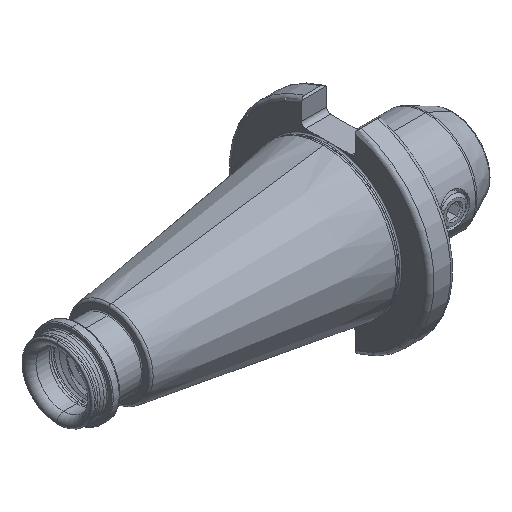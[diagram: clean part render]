
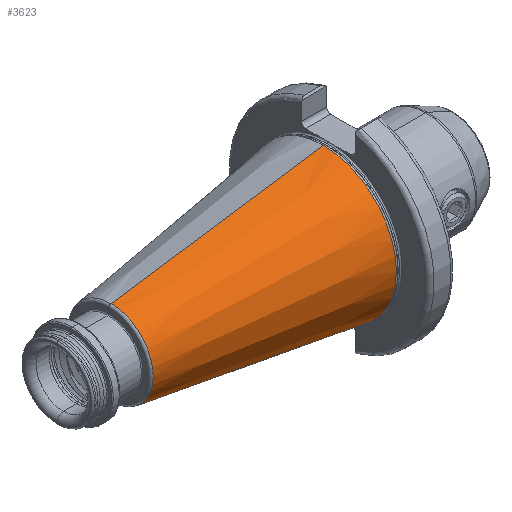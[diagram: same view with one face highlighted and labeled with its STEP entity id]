
A CAD part, isometric view. The second image highlights one B-rep face of the part: STEP entity #3623.
In plain terms, the highlighted conical face has half-angle 8.297 degrees and reference radius 35.027 mm.
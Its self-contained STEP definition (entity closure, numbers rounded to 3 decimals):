
#1 = DIRECTION ( 'NONE',  ( 0., 0., 1. ) ) ;
#8 = DIRECTION ( 'NONE',  ( 0., 0., 1. ) ) ;
#9 = DIRECTION ( 'NONE',  ( -1., 0., 0. ) ) ;
#28 = DIRECTION ( 'NONE',  ( -1., 0., 0. ) ) ;
#30 = CARTESIAN_POINT ( 'NONE',  ( -110.123, 0., 0. ) ) ;
#41 = CARTESIAN_POINT ( 'NONE',  ( -8.5, 0., 0. ) ) ;
#1691 = CARTESIAN_POINT ( 'NONE',  ( -8.5, 0., 35.027 ) ) ;
#1713 = CARTESIAN_POINT ( 'NONE',  ( -110.123, 0., 20.207 ) ) ;
#1796 = CARTESIAN_POINT ( 'NONE',  ( -110.123, 0., -20.207 ) ) ;
#1797 = CARTESIAN_POINT ( 'NONE',  ( -8.5, 0., -35.027 ) ) ;
#3623 = ADVANCED_FACE ( 'NONE', ( #16692 ), #16686, .T. ) ;
#5205 = DIRECTION ( 'NONE',  ( 0.99, 0., 0.144 ) ) ;
#5238 = CARTESIAN_POINT ( 'NONE',  ( -8.5, 0., 35.027 ) ) ;
#5297 = CARTESIAN_POINT ( 'NONE',  ( -8.5, 0., -35.027 ) ) ;
#5327 = DIRECTION ( 'NONE',  ( 0.99, 0., -0.144 ) ) ;
#8577 = CARTESIAN_POINT ( 'NONE',  ( -8.5, 0., 0. ) ) ;
#8583 = DIRECTION ( 'NONE',  ( 0., 0., -1. ) ) ;
#8590 = DIRECTION ( 'NONE',  ( 1., 0., 0. ) ) ;
#10983 = EDGE_CURVE ( 'NONE', #16252, #16170, #15143, .T. ) ;
#11009 = EDGE_CURVE ( 'NONE', #16290, #16275, #15173, .T. ) ;
#11176 = EDGE_CURVE ( 'NONE', #16290, #16252, #15233, .T. ) ;
#11178 = EDGE_CURVE ( 'NONE', #16275, #16170, #15231, .T. ) ;
#11750 = ORIENTED_EDGE ( 'NONE', *, *, #11176, .F. ) ;
#11755 = ORIENTED_EDGE ( 'NONE', *, *, #10983, .F. ) ;
#11756 = ORIENTED_EDGE ( 'NONE', *, *, #11178, .T. ) ;
#11768 = ORIENTED_EDGE ( 'NONE', *, *, #11009, .T. ) ;
#13433 = AXIS2_PLACEMENT_3D ( 'NONE', #8577, #8590, #8583 ) ;
#13552 = AXIS2_PLACEMENT_3D ( 'NONE', #30, #28, #8 ) ;
#13557 = AXIS2_PLACEMENT_3D ( 'NONE', #41, #9, #1 ) ;
#15138 = VECTOR ( 'NONE', #5205, 1000. ) ;
#15143 = LINE ( 'NONE', #5238, #15138 ) ;
#15165 = VECTOR ( 'NONE', #5327, 1000. ) ;
#15173 = LINE ( 'NONE', #5297, #15165 ) ;
#15231 = CIRCLE ( 'NONE', #13557, 35.027 ) ;
#15233 = CIRCLE ( 'NONE', #13552, 20.207 ) ;
#16013 = EDGE_LOOP ( 'NONE', ( #11755, #11750, #11768, #11756 ) ) ;
#16170 = VERTEX_POINT ( 'NONE', #1691 ) ;
#16252 = VERTEX_POINT ( 'NONE', #1713 ) ;
#16275 = VERTEX_POINT ( 'NONE', #1797 ) ;
#16290 = VERTEX_POINT ( 'NONE', #1796 ) ;
#16686 = CONICAL_SURFACE ( 'NONE', #13433, 35.027, 0.145 ) ;
#16692 = FACE_OUTER_BOUND ( 'NONE', #16013, .T. ) ;
